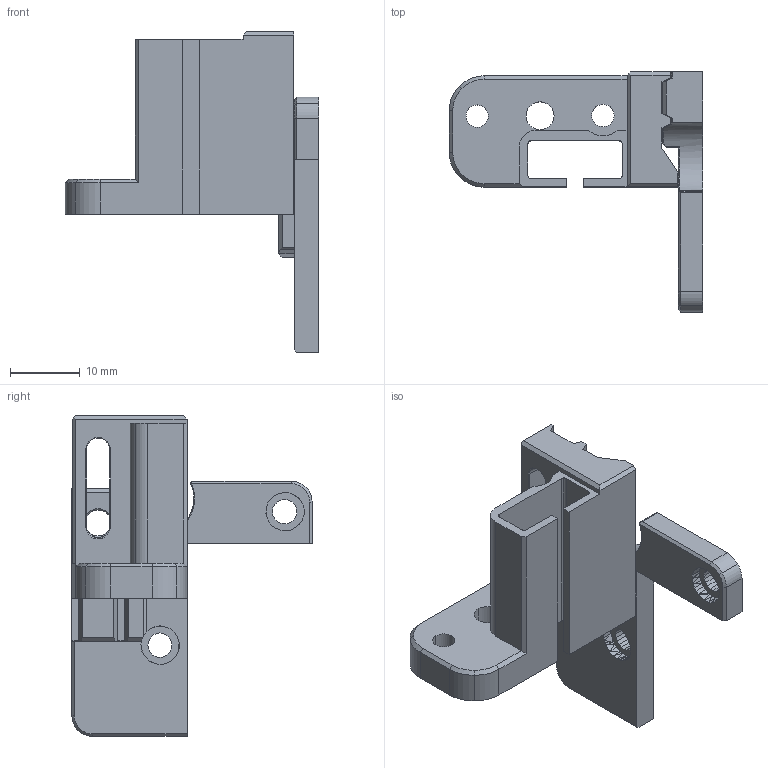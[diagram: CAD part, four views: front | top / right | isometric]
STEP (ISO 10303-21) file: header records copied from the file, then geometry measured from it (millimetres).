
FILE_DESCRIPTION(('STEP AP214'),'1');
FILE_NAME('adj-bltouch-mount-3D.stp','2018-10-23T23:34:18',(''),(''),'Spatial InterOp 3D',' ',' ');
FILE_SCHEMA(('automotive_design'));
Length unit declared in the file: inch
Products named in the file (3): Part_3204332; Part_3234859; 1
Bounding box: 36.28 x 34.39 x 45.91 mm (x, y, z)
Volume: 7128 mm3; surface area: 6103.8 mm2
Topology: 2 solids, 2 shells, 283 faces, 812 edges, 543 vertices
Faces by surface type: plane 226, cylinder 36, cone 20, torus 1
Entity records: 11667 total; most frequent: CARTESIAN_POINT 1901, ORIENTED_EDGE 1622, DIRECTION 1424, EDGE_CURVE 811, LINE 642, VECTOR 642, VERTEX_POINT 542, AXIS2_PLACEMENT_3D 391
